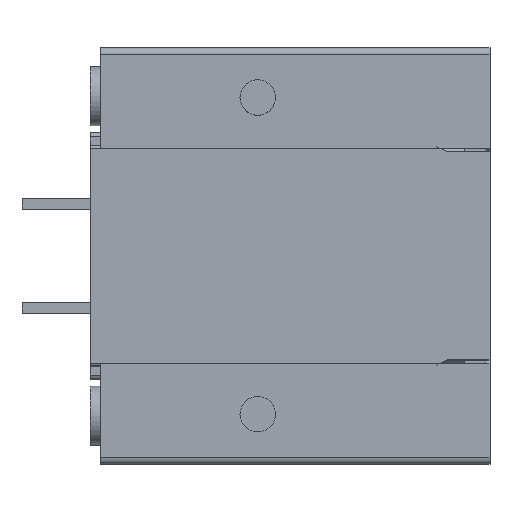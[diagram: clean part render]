
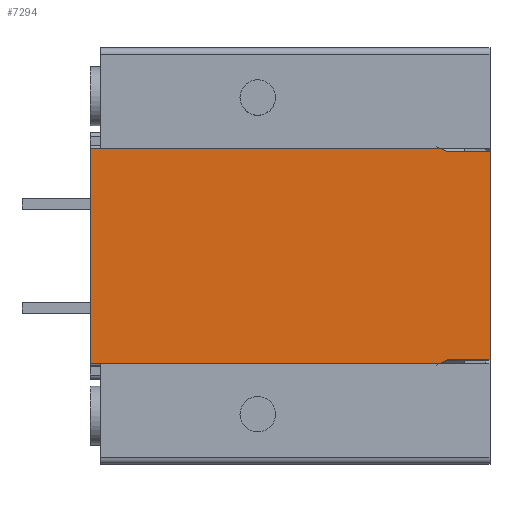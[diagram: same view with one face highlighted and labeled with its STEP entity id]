
A CAD part, top view. The second image highlights one B-rep face of the part: STEP entity #7294.
In plain terms, the highlighted planar face has unit normal (0, 0, 1).
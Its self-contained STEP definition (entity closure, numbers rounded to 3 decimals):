
#438=DIRECTION('',(0.,1.,0.));
#439=VECTOR('',#438,15.24);
#440=CARTESIAN_POINT('',(14.625,1.4,7.145));
#441=LINE('',#440,#439);
#2372=DIRECTION('',(-0.907,0.421,0.));
#2373=VECTOR('',#2372,0.598);
#2374=CARTESIAN_POINT('',(11.525,16.64,7.145));
#2375=LINE('',#2374,#2373);
#2376=DIRECTION('',(-1.,0.,0.));
#2377=VECTOR('',#2376,3.1);
#2378=CARTESIAN_POINT('',(14.625,16.64,7.145));
#2379=LINE('',#2378,#2377);
#2380=DIRECTION('',(-1.,0.,0.));
#2381=VECTOR('',#2380,3.1);
#2382=CARTESIAN_POINT('',(14.625,1.4,7.145));
#2383=LINE('',#2382,#2381);
#2384=DIRECTION('',(-0.907,-0.421,0.));
#2385=VECTOR('',#2384,0.598);
#2386=CARTESIAN_POINT('',(11.525,1.4,7.145));
#2387=LINE('',#2386,#2385);
#2388=DIRECTION('',(1.,0.,0.));
#2389=VECTOR('',#2388,25.608);
#2390=CARTESIAN_POINT('',(-14.625,1.149,7.145));
#2391=LINE('',#2390,#2389);
#2392=DIRECTION('',(0.,1.,0.));
#2393=VECTOR('',#2392,15.743);
#2394=CARTESIAN_POINT('',(-14.625,1.149,7.145));
#2395=LINE('',#2394,#2393);
#2396=DIRECTION('',(1.,0.,0.));
#2397=VECTOR('',#2396,25.608);
#2398=CARTESIAN_POINT('',(-14.625,16.891,7.145));
#2399=LINE('',#2398,#2397);
#3406=CARTESIAN_POINT('',(14.625,1.4,7.145));
#3407=CARTESIAN_POINT('',(11.525,1.4,7.145));
#3408=VERTEX_POINT('',#3406);
#3409=VERTEX_POINT('',#3407);
#3464=CARTESIAN_POINT('',(10.983,1.149,7.145));
#3465=VERTEX_POINT('',#3464);
#3466=CARTESIAN_POINT('',(-14.625,1.149,7.145));
#3467=VERTEX_POINT('',#3466);
#3489=CARTESIAN_POINT('',(-14.625,16.891,7.145));
#3490=VERTEX_POINT('',#3489);
#3649=CARTESIAN_POINT('',(11.525,16.64,7.145));
#3650=CARTESIAN_POINT('',(10.983,16.891,7.145));
#3651=VERTEX_POINT('',#3649);
#3652=VERTEX_POINT('',#3650);
#3653=CARTESIAN_POINT('',(14.625,16.64,7.145));
#3654=VERTEX_POINT('',#3653);
#7278=CARTESIAN_POINT('',(-14.625,0.,7.145));
#7279=DIRECTION('',(0.,0.,1.));
#7280=DIRECTION('',(1.,0.,0.));
#7281=AXIS2_PLACEMENT_3D('',#7278,#7279,#7280);
#7282=PLANE('',#7281);
#7283=ORIENTED_EDGE('',*,*,#5983,.F.);
#7284=ORIENTED_EDGE('',*,*,#7271,.F.);
#7285=ORIENTED_EDGE('',*,*,#4732,.F.);
#7286=ORIENTED_EDGE('',*,*,#5009,.T.);
#7287=ORIENTED_EDGE('',*,*,#5043,.T.);
#7289=ORIENTED_EDGE('',*,*,#7288,.F.);
#7290=ORIENTED_EDGE('',*,*,#5265,.T.);
#7291=ORIENTED_EDGE('',*,*,#5522,.T.);
#7292=EDGE_LOOP('',(#7283,#7284,#7285,#7286,#7287,#7289,#7290,#7291));
#7293=FACE_OUTER_BOUND('',#7292,.F.);
#7294=ADVANCED_FACE('',(#7293),#7282,.T.);
#4732=EDGE_CURVE('',#3408,#3654,#441,.T.);
#5009=EDGE_CURVE('',#3408,#3409,#2383,.T.);
#5043=EDGE_CURVE('',#3409,#3465,#2387,.T.);
#5265=EDGE_CURVE('',#3467,#3490,#2395,.T.);
#5522=EDGE_CURVE('',#3490,#3652,#2399,.T.);
#5983=EDGE_CURVE('',#3651,#3652,#2375,.T.);
#7271=EDGE_CURVE('',#3654,#3651,#2379,.T.);
#7288=EDGE_CURVE('',#3467,#3465,#2391,.T.);
